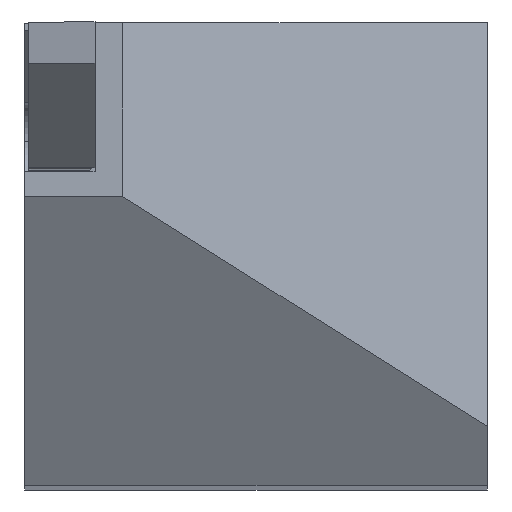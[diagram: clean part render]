
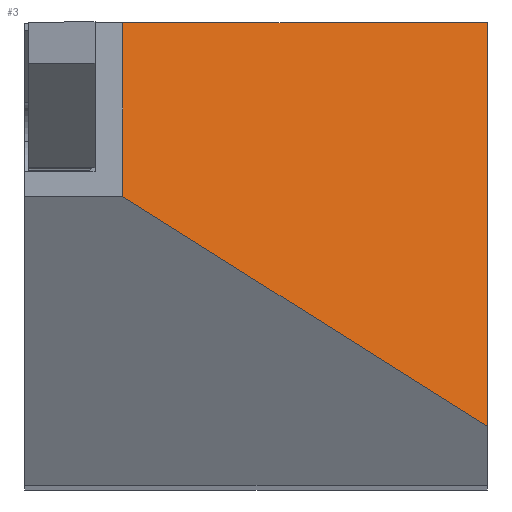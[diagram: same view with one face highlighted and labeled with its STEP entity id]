
A CAD part, top view. The second image highlights one B-rep face of the part: STEP entity #3.
In plain terms, the highlighted planar face has unit normal (0.342, 0, 0.94).
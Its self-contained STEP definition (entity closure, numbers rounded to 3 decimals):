
#1 = CARTESIAN_POINT ( 'NONE',  ( 30.3, 217.638, 0. ) ) ;
#3 = ADVANCED_FACE ( 'NONE', ( #1781 ), #1047, .T. ) ;
#59 = EDGE_CURVE ( 'NONE', #1220, #1713, #1153, .T. ) ;
#94 = CARTESIAN_POINT ( 'NONE',  ( 30.3, 217.638, 0. ) ) ;
#149 = DIRECTION ( 'NONE',  ( -0.94, 0., 0.342 ) ) ;
#262 = LINE ( 'NONE', #1357, #266 ) ;
#266 = VECTOR ( 'NONE', #372, 1000. ) ;
#297 = DIRECTION ( 'NONE',  ( 0., -1., 0. ) ) ;
#372 = DIRECTION ( 'NONE',  ( 0., 1., 0. ) ) ;
#389 = ORIENTED_EDGE ( 'NONE', *, *, #59, .F. ) ;
#466 = CARTESIAN_POINT ( 'NONE',  ( 30.3, 25., 0. ) ) ;
#547 = CARTESIAN_POINT ( 'NONE',  ( 50., 25., -7.17 ) ) ;
#604 = VECTOR ( 'NONE', #297, 1000. ) ;
#606 = LINE ( 'NONE', #94, #604 ) ;
#609 = LINE ( 'NONE', #666, #619 ) ;
#612 = EDGE_CURVE ( 'NONE', #1746, #1338, #609, .T. ) ;
#613 = ORIENTED_EDGE ( 'NONE', *, *, #631, .T. ) ;
#619 = VECTOR ( 'NONE', #1005, 1000. ) ;
#631 = EDGE_CURVE ( 'NONE', #1338, #1713, #606, .T. ) ;
#655 = CARTESIAN_POINT ( 'NONE',  ( 50., 3.181, -7.17 ) ) ;
#666 = CARTESIAN_POINT ( 'NONE',  ( 95.905, 25., -23.878 ) ) ;
#802 = DIRECTION ( 'NONE',  ( 0.342, 0., 0.94 ) ) ;
#855 = AXIS2_PLACEMENT_3D ( 'NONE', #1, #802, #149 ) ;
#862 = ORIENTED_EDGE ( 'NONE', *, *, #612, .T. ) ;
#877 = DIRECTION ( 'NONE',  ( -0.808, 0.51, 0.294 ) ) ;
#1005 = DIRECTION ( 'NONE',  ( -0.94, 0., 0.342 ) ) ;
#1047 = PLANE ( 'NONE',  #855 ) ;
#1145 = VECTOR ( 'NONE', #877, 1000. ) ;
#1153 = LINE ( 'NONE', #1299, #1145 ) ;
#1186 = EDGE_CURVE ( 'NONE', #1220, #1746, #262, .T. ) ;
#1220 = VERTEX_POINT ( 'NONE', #655 ) ;
#1292 = EDGE_LOOP ( 'NONE', ( #862, #613, #389, #1706 ) ) ;
#1299 = CARTESIAN_POINT ( 'NONE',  ( -102.185, 99.12, 48.22 ) ) ;
#1338 = VERTEX_POINT ( 'NONE', #466 ) ;
#1357 = CARTESIAN_POINT ( 'NONE',  ( 50., 0., -7.17 ) ) ;
#1401 = CARTESIAN_POINT ( 'NONE',  ( 30.3, 15.6, 0. ) ) ;
#1706 = ORIENTED_EDGE ( 'NONE', *, *, #1186, .T. ) ;
#1713 = VERTEX_POINT ( 'NONE', #1401 ) ;
#1746 = VERTEX_POINT ( 'NONE', #547 ) ;
#1781 = FACE_OUTER_BOUND ( 'NONE', #1292, .T. ) ;
